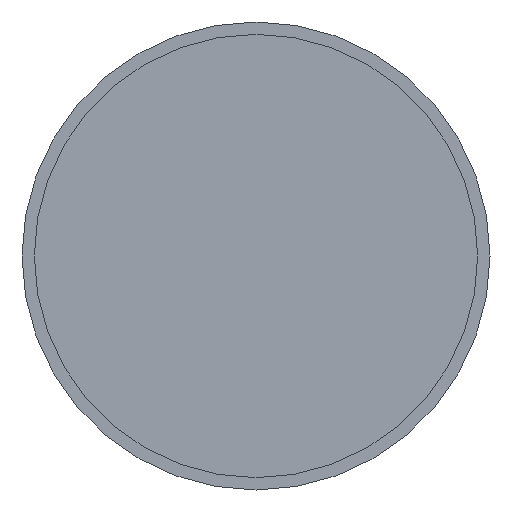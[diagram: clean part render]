
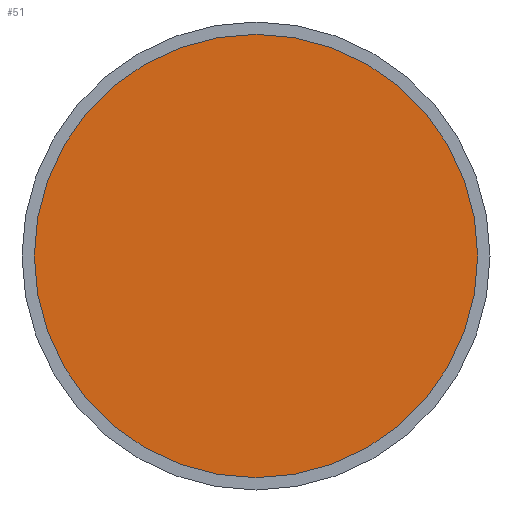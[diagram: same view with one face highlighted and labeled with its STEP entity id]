
A CAD part, front view. The second image highlights one B-rep face of the part: STEP entity #51.
In plain terms, the highlighted planar face has unit normal (0, -1, 0).
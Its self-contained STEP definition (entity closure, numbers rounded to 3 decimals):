
#51 = ADVANCED_FACE( '', ( #106 ), #107, .F. );
#106 = FACE_OUTER_BOUND( '', #155, .T. );
#107 = PLANE( '', #156 );
#155 = EDGE_LOOP( '', ( #214 ) );
#156 = AXIS2_PLACEMENT_3D( '', #215, #216, #217 );
#214 = ORIENTED_EDGE( '', *, *, #245, .F. );
#215 = CARTESIAN_POINT( '', ( 0., -26.5, 0. ) );
#216 = DIRECTION( '', ( 0., 1., 0. ) );
#217 = DIRECTION( '', ( 0., 0., 1. ) );
#245 = EDGE_CURVE( '', #275, #275, #276, .T. );
#275 = VERTEX_POINT( '', #306 );
#276 = CIRCLE( '', #307, 54. );
#306 = CARTESIAN_POINT( '', ( 54., -26.5, 0. ) );
#307 = AXIS2_PLACEMENT_3D( '', #339, #340, #341 );
#339 = CARTESIAN_POINT( '', ( 0., -26.5, 0. ) );
#340 = DIRECTION( '', ( 0., 1., 0. ) );
#341 = DIRECTION( '', ( 1., 0., 0. ) );
